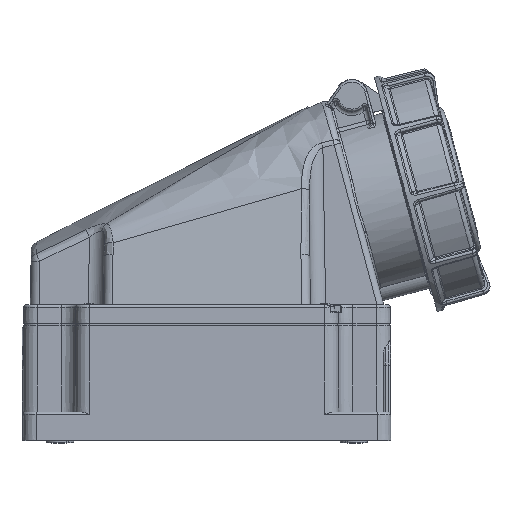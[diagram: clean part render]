
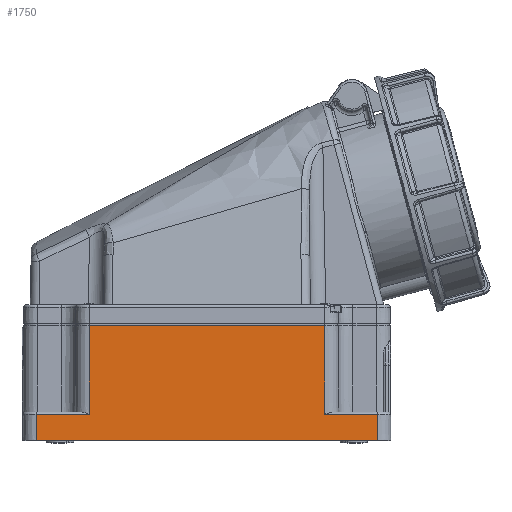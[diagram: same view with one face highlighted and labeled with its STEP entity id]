
A CAD part, top view. The second image highlights one B-rep face of the part: STEP entity #1750.
In plain terms, the highlighted planar face has unit normal (0, 0.004, 1).
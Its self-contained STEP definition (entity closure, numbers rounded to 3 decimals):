
#897 = CARTESIAN_POINT ( 'NONE',  ( 78.75, -1., 59.003 ) ) ;
#914 = LINE ( 'NONE', #91037, #104738 ) ;
#1750 = ADVANCED_FACE ( 'NONE', ( #64739 ), #19539, .T. ) ;
#1839 = DIRECTION ( 'NONE',  ( 0., 1., -0.003 ) ) ;
#3077 = DIRECTION ( 'NONE',  ( 0., 0.003, 1. ) ) ;
#6265 = CARTESIAN_POINT ( 'NONE',  ( 54.25, 52., 58.818 ) ) ;
#6359 = CARTESIAN_POINT ( 'NONE',  ( 54.25, 11.003, 58.962 ) ) ;
#7988 = VECTOR ( 'NONE', #103842, 1000. ) ;
#8127 = VECTOR ( 'NONE', #81647, 1000. ) ;
#9797 = VERTEX_POINT ( 'NONE', #35711 ) ;
#11662 = CARTESIAN_POINT ( 'NONE',  ( -78.75, 0., 59. ) ) ;
#12718 = ORIENTED_EDGE ( 'NONE', *, *, #25884, .F. ) ;
#13384 = VERTEX_POINT ( 'NONE', #66861 ) ;
#19539 = PLANE ( 'NONE',  #97296 ) ;
#21522 = CARTESIAN_POINT ( 'NONE',  ( -78.75, 11.003, 58.962 ) ) ;
#24855 = CARTESIAN_POINT ( 'NONE',  ( -78.75, 11.003, 58.962 ) ) ;
#25884 = EDGE_CURVE ( 'NONE', #9797, #81950, #104226, .T. ) ;
#27998 = CARTESIAN_POINT ( 'NONE',  ( 78.75, 0., 59. ) ) ;
#28657 = VECTOR ( 'NONE', #1839, 1000. ) ;
#32933 = LINE ( 'NONE', #11662, #7988 ) ;
#33232 = EDGE_CURVE ( 'NONE', #13384, #46066, #80511, .T. ) ;
#33497 = VECTOR ( 'NONE', #105334, 1000. ) ;
#35711 = CARTESIAN_POINT ( 'NONE',  ( 78.75, -1., 59.003 ) ) ;
#36171 = LINE ( 'NONE', #21522, #33497 ) ;
#36218 = VECTOR ( 'NONE', #53797, 1000. ) ;
#38100 = CARTESIAN_POINT ( 'NONE',  ( 54.25, 11.003, 58.962 ) ) ;
#38247 = VERTEX_POINT ( 'NONE', #74741 ) ;
#38972 = DIRECTION ( 'NONE',  ( 0., -1., 0.003 ) ) ;
#44774 = ORIENTED_EDGE ( 'NONE', *, *, #82232, .F. ) ;
#45101 = EDGE_CURVE ( 'NONE', #38247, #9797, #100600, .T. ) ;
#46066 = VERTEX_POINT ( 'NONE', #54918 ) ;
#48328 = ORIENTED_EDGE ( 'NONE', *, *, #63036, .T. ) ;
#53797 = DIRECTION ( 'NONE',  ( 0., -1., 0.003 ) ) ;
#54918 = CARTESIAN_POINT ( 'NONE',  ( -54.25, 11.003, 58.962 ) ) ;
#57077 = VERTEX_POINT ( 'NONE', #38100 ) ;
#57979 = EDGE_LOOP ( 'NONE', ( #44774, #106412, #48328, #101707, #12718, #102746, #74290, #75778 ) ) ;
#58144 = VECTOR ( 'NONE', #38972, 1000. ) ;
#61846 = DIRECTION ( 'NONE',  ( 0., -1., 0.003 ) ) ;
#63036 = EDGE_CURVE ( 'NONE', #46066, #85648, #36171, .T. ) ;
#64739 = FACE_OUTER_BOUND ( 'NONE', #57979, .T. ) ;
#66861 = CARTESIAN_POINT ( 'NONE',  ( -54.25, 52., 58.818 ) ) ;
#66926 = EDGE_CURVE ( 'NONE', #38247, #57077, #97555, .T. ) ;
#67743 = DIRECTION ( 'NONE',  ( -1., 0., 0. ) ) ;
#73377 = LINE ( 'NONE', #102449, #28657 ) ;
#74111 = DIRECTION ( 'NONE',  ( 1., 0., 0. ) ) ;
#74290 = ORIENTED_EDGE ( 'NONE', *, *, #66926, .T. ) ;
#74741 = CARTESIAN_POINT ( 'NONE',  ( 78.75, 11.003, 58.962 ) ) ;
#74780 = EDGE_CURVE ( 'NONE', #57077, #106532, #73377, .T. ) ;
#75778 = ORIENTED_EDGE ( 'NONE', *, *, #74780, .T. ) ;
#80511 = LINE ( 'NONE', #89296, #58144 ) ;
#81328 = CARTESIAN_POINT ( 'NONE',  ( -78.75, -1., 59.003 ) ) ;
#81647 = DIRECTION ( 'NONE',  ( -1., 0., 0. ) ) ;
#81884 = VECTOR ( 'NONE', #67743, 1000. ) ;
#81950 = VERTEX_POINT ( 'NONE', #81328 ) ;
#82232 = EDGE_CURVE ( 'NONE', #13384, #106532, #914, .T. ) ;
#85648 = VERTEX_POINT ( 'NONE', #24855 ) ;
#89296 = CARTESIAN_POINT ( 'NONE',  ( -54.25, 0., 59. ) ) ;
#91037 = CARTESIAN_POINT ( 'NONE',  ( 78.75, 52., 58.818 ) ) ;
#91397 = EDGE_CURVE ( 'NONE', #85648, #81950, #32933, .T. ) ;
#97296 = AXIS2_PLACEMENT_3D ( 'NONE', #27998, #3077, #61846 ) ;
#97555 = LINE ( 'NONE', #6359, #8127 ) ;
#100600 = LINE ( 'NONE', #104145, #36218 ) ;
#101707 = ORIENTED_EDGE ( 'NONE', *, *, #91397, .T. ) ;
#102449 = CARTESIAN_POINT ( 'NONE',  ( 54.25, 0., 59. ) ) ;
#102746 = ORIENTED_EDGE ( 'NONE', *, *, #45101, .F. ) ;
#103842 = DIRECTION ( 'NONE',  ( 0., -1., 0.003 ) ) ;
#104145 = CARTESIAN_POINT ( 'NONE',  ( 78.75, 0., 59. ) ) ;
#104226 = LINE ( 'NONE', #897, #81884 ) ;
#104738 = VECTOR ( 'NONE', #74111, 1000. ) ;
#105334 = DIRECTION ( 'NONE',  ( -1., 0., 0. ) ) ;
#106412 = ORIENTED_EDGE ( 'NONE', *, *, #33232, .T. ) ;
#106532 = VERTEX_POINT ( 'NONE', #6265 ) ;
